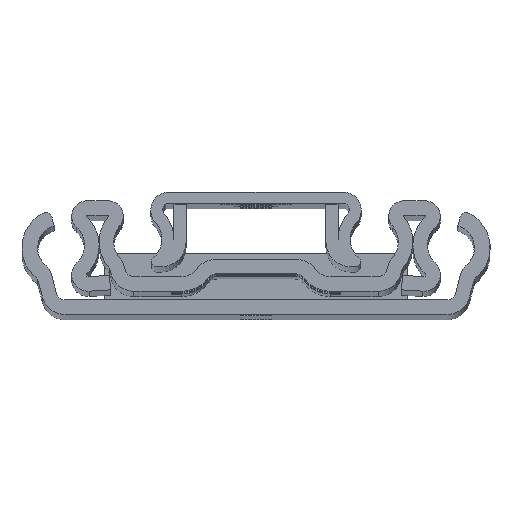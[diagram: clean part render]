
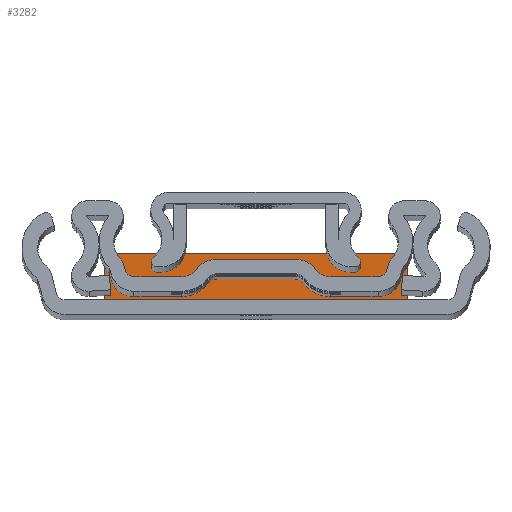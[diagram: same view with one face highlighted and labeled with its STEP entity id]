
A CAD part, top view. The second image highlights one B-rep face of the part: STEP entity #3282.
In plain terms, the highlighted planar face has unit normal (0, 0, 1).
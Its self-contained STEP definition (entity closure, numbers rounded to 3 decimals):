
#574 = CARTESIAN_POINT ( 'NONE',  ( -25., 11., -251.6 ) ) ;
#578 = CARTESIAN_POINT ( 'NONE',  ( -25., 2.4, -251.6 ) ) ;
#581 = CARTESIAN_POINT ( 'NONE',  ( 25., 11., -251.6 ) ) ;
#616 = CARTESIAN_POINT ( 'NONE',  ( 25., 2.4, -251.6 ) ) ;
#1014 = VERTEX_POINT ( 'NONE', #574 ) ;
#1022 = VERTEX_POINT ( 'NONE', #581 ) ;
#1040 = VERTEX_POINT ( 'NONE', #578 ) ;
#1049 = VERTEX_POINT ( 'NONE', #616 ) ;
#1749 = EDGE_LOOP ( 'NONE', ( #2887, #2888, #2889, #2890 ) ) ;
#2461 = EDGE_CURVE ( 'NONE', #1049, #1022, #8509, .T. ) ;
#2464 = EDGE_CURVE ( 'NONE', #1049, #1040, #8517, .T. ) ;
#2465 = EDGE_CURVE ( 'NONE', #1014, #1040, #8519, .T. ) ;
#2466 = EDGE_CURVE ( 'NONE', #1022, #1014, #8521, .T. ) ;
#2887 = ORIENTED_EDGE ( 'NONE', *, *, #2465, .T. ) ;
#2888 = ORIENTED_EDGE ( 'NONE', *, *, #2464, .F. ) ;
#2889 = ORIENTED_EDGE ( 'NONE', *, *, #2461, .T. ) ;
#2890 = ORIENTED_EDGE ( 'NONE', *, *, #2466, .T. ) ;
#3282 = ADVANCED_FACE ( 'NONE', ( #8683 ), #9420, .F. ) ;
#6243 = AXIS2_PLACEMENT_3D ( 'NONE', #9381, #9432, #9433 ) ;
#8509 = LINE ( 'NONE', #9143, #8511 ) ;
#8511 = VECTOR ( 'NONE', #9153, 1000. ) ;
#8517 = LINE ( 'NONE', #9158, #8518 ) ;
#8518 = VECTOR ( 'NONE', #9159, 1000. ) ;
#8519 = LINE ( 'NONE', #9160, #8520 ) ;
#8520 = VECTOR ( 'NONE', #9161, 1000. ) ;
#8521 = LINE ( 'NONE', #9162, #8522 ) ;
#8522 = VECTOR ( 'NONE', #9163, 1000. ) ;
#8683 = FACE_OUTER_BOUND ( 'NONE', #1749, .T. ) ;
#9143 = CARTESIAN_POINT ( 'NONE',  ( 25., -19.3, -251.6 ) ) ;
#9153 = DIRECTION ( 'NONE',  ( 0., 1., 0. ) ) ;
#9158 = CARTESIAN_POINT ( 'NONE',  ( 31.434, 2.4, -251.6 ) ) ;
#9159 = DIRECTION ( 'NONE',  ( -1., 0., 0. ) ) ;
#9160 = CARTESIAN_POINT ( 'NONE',  ( -25., -19.3, -251.6 ) ) ;
#9161 = DIRECTION ( 'NONE',  ( 0., -1., 0. ) ) ;
#9162 = CARTESIAN_POINT ( 'NONE',  ( -25., 11., -251.6 ) ) ;
#9163 = DIRECTION ( 'NONE',  ( -1., 0., 0. ) ) ;
#9381 = CARTESIAN_POINT ( 'NONE',  ( 25., 11., -251.6 ) ) ;
#9420 = PLANE ( 'NONE',  #6243 ) ;
#9432 = DIRECTION ( 'NONE',  ( 0., 0., -1. ) ) ;
#9433 = DIRECTION ( 'NONE',  ( -1., 0., 0. ) ) ;
